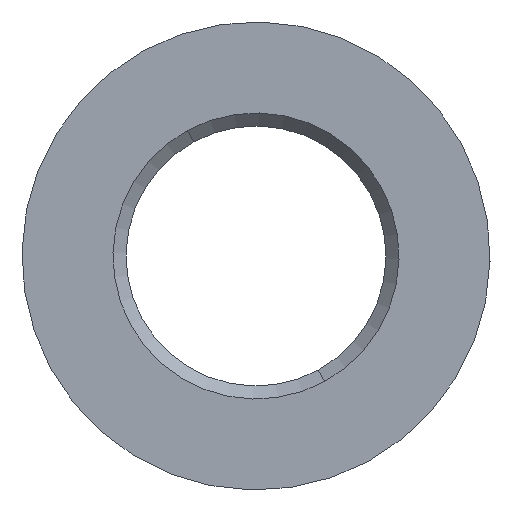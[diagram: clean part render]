
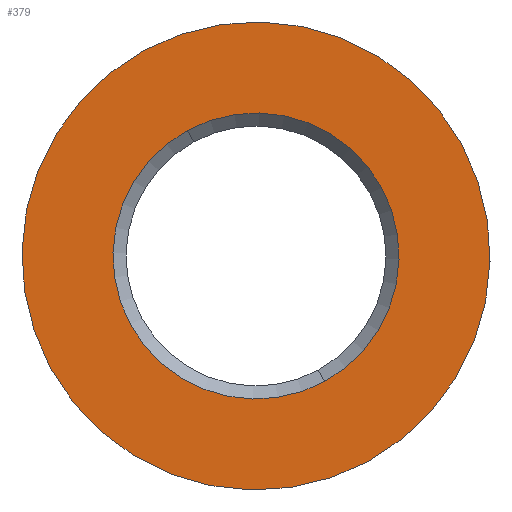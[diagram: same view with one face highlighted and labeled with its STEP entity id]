
A CAD part, left-side view. The second image highlights one B-rep face of the part: STEP entity #379.
In plain terms, the highlighted planar face has unit normal (-1, 0, 0).
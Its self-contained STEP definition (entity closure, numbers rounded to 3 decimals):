
#57=CARTESIAN_POINT('Axis2P3D Location',(0.,0.,0.)) ;
#61=CARTESIAN_POINT('Vertex',(0.,3.428,6.275)) ;
#63=CARTESIAN_POINT('Vertex',(0.,-3.428,-6.275)) ;
#92=CARTESIAN_POINT('Axis2P3D Location',(0.,0.,0.)) ;
#352=CARTESIAN_POINT('Axis2P3D Location',(0.,0.,7.15)) ;
#361=CARTESIAN_POINT('Axis2P3D Location',(0.,0.,0.)) ;
#365=CARTESIAN_POINT('Vertex',(0.,2.095,3.835)) ;
#367=CARTESIAN_POINT('Vertex',(0.,-2.095,-3.835)) ;
#370=CARTESIAN_POINT('Axis2P3D Location',(0.,0.,0.)) ;
#58=DIRECTION('Axis2P3D Direction',(-1.,0.,0.)) ;
#93=DIRECTION('Axis2P3D Direction',(-1.,0.,0.)) ;
#353=DIRECTION('Axis2P3D Direction',(-1.,0.,0.)) ;
#354=DIRECTION('Axis2P3D XDirection',(0.,1.,0.)) ;
#362=DIRECTION('Axis2P3D Direction',(-1.,0.,0.)) ;
#371=DIRECTION('Axis2P3D Direction',(-1.,0.,0.)) ;
#59=AXIS2_PLACEMENT_3D('Circle Axis2P3D',#57,#58,$) ;
#94=AXIS2_PLACEMENT_3D('Circle Axis2P3D',#92,#93,$) ;
#355=AXIS2_PLACEMENT_3D('Plane Axis2P3D',#352,#353,#354) ;
#363=AXIS2_PLACEMENT_3D('Circle Axis2P3D',#361,#362,$) ;
#372=AXIS2_PLACEMENT_3D('Circle Axis2P3D',#370,#371,$) ;
#358=ORIENTED_EDGE('',*,*,#96,.T.) ;
#359=ORIENTED_EDGE('',*,*,#65,.T.) ;
#376=ORIENTED_EDGE('',*,*,#369,.F.) ;
#377=ORIENTED_EDGE('',*,*,#374,.F.) ;
#378=FACE_BOUND('',#375,.T.) ;
#379=ADVANCED_FACE('Corps principal',(#360,#378),#356,.T.) ;
#60=CIRCLE('generated circle',#59,7.15) ;
#95=CIRCLE('generated circle',#94,7.15) ;
#364=CIRCLE('generated circle',#363,4.37) ;
#373=CIRCLE('generated circle',#372,4.37) ;
#65=EDGE_CURVE('',#62,#64,#60,.T.) ;
#96=EDGE_CURVE('',#64,#62,#95,.T.) ;
#369=EDGE_CURVE('',#366,#368,#364,.T.) ;
#374=EDGE_CURVE('',#368,#366,#373,.T.) ;
#357=EDGE_LOOP('',(#358,#359)) ;
#375=EDGE_LOOP('',(#376,#377)) ;
#360=FACE_OUTER_BOUND('',#357,.T.) ;
#356=PLANE('',#355) ;
#62=VERTEX_POINT('',#61) ;
#64=VERTEX_POINT('',#63) ;
#366=VERTEX_POINT('',#365) ;
#368=VERTEX_POINT('',#367) ;
